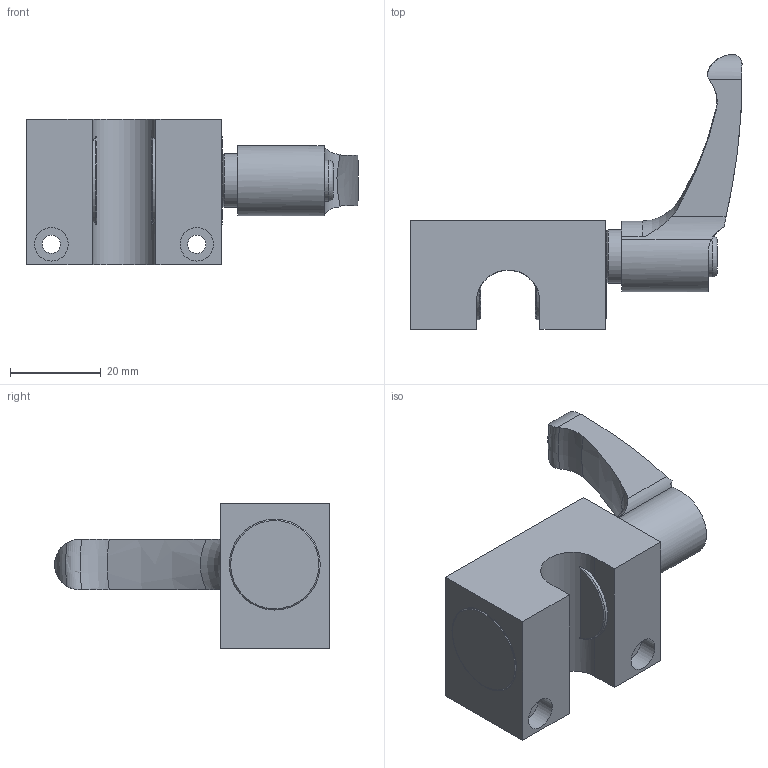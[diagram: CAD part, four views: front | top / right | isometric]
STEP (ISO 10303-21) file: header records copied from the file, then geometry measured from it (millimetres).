
FILE_DESCRIPTION( ( 'STEP AP214' ), '1' );
FILE_NAME( 'HKR1200A.stp', '2021-08-25T11:04:50', ( 'License CC BY-ND 4.0' ), ( 'CADENAS' ), ' ', 'PARTsolutions', ' ' );
FILE_SCHEMA( ( 'AUTOMOTIVE_DESIGN { 1 0 10303 214 1 1 1 1 }' ) );
Length unit declared in the file: millimetre
Products named in the file (3): HKR1200A; _gehaeuse-HKR 12; _ELESA-Klemmhebel GN 604-44-M4-SG
Assembly tree (2 placements, depth 2):
  HKR1200A
    _gehaeuse-HKR 12
    _ELESA-Klemmhebel GN 604-44-M4-SG
Bounding box: 73.08 x 60.44 x 32 mm (x, y, z)
Volume: 34576.3 mm3; surface area: 10413.6 mm2
Topology: 2 solids, 2 shells, 72 faces, 178 edges, 115 vertices
Faces by surface type: plane 34, cylinder 23, cone 7, torus 6, bspline 2
Full cylindrical faces by diameter (mm): 3.242 x1, 4 x2, 4.134 x2, 7.4 x2, 11.8 x1, 20 x2
Entity records: 2917 total; most frequent: CARTESIAN_POINT 709, DIRECTION 320, ORIENTED_EDGE 306, EDGE_CURVE 153, AXIS2_PLACEMENT_3D 130, VERTEX_POINT 108, EDGE_LOOP 103, FACE_OUTER_BOUND 83
